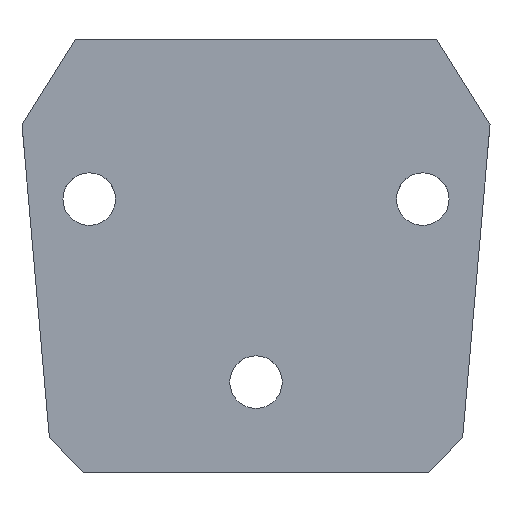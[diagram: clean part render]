
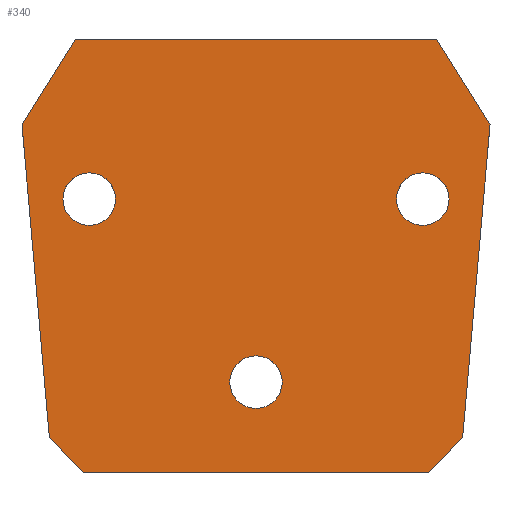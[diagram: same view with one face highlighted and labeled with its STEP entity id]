
A CAD part, top view. The second image highlights one B-rep face of the part: STEP entity #340.
In plain terms, the highlighted planar face has unit normal (0, 0, 1).
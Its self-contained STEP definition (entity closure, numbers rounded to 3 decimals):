
#24=FACE_BOUND('',#70,.T.);
#25=FACE_BOUND('',#71,.T.);
#26=FACE_BOUND('',#72,.T.);
#33=CIRCLE('',#366,1.7);
#34=CIRCLE('',#367,1.7);
#35=CIRCLE('',#368,1.7);
#46=FACE_OUTER_BOUND('',#69,.T.);
#69=EDGE_LOOP('',(#257,#258,#259,#260,#261,#262,#263,#264));
#70=EDGE_LOOP('',(#265));
#71=EDGE_LOOP('',(#266));
#72=EDGE_LOOP('',(#267));
#102=LINE('',#521,#135);
#105=LINE('',#526,#138);
#107=LINE('',#530,#140);
#109=LINE('',#534,#142);
#110=LINE('',#536,#143);
#111=LINE('',#538,#144);
#112=LINE('',#540,#145);
#113=LINE('',#541,#146);
#135=VECTOR('',#413,23.389);
#138=VECTOR('',#418,6.546);
#140=VECTOR('',#422,6.546);
#142=VECTOR('',#426,20.326);
#143=VECTOR('',#427,3.178);
#144=VECTOR('',#428,22.358);
#145=VECTOR('',#429,3.178);
#146=VECTOR('',#430,20.326);
#168=VERTEX_POINT('',#514);
#171=VERTEX_POINT('',#519);
#172=VERTEX_POINT('',#524);
#173=VERTEX_POINT('',#529);
#174=VERTEX_POINT('',#533);
#175=VERTEX_POINT('',#535);
#176=VERTEX_POINT('',#537);
#177=VERTEX_POINT('',#539);
#178=VERTEX_POINT('',#542);
#179=VERTEX_POINT('',#544);
#180=VERTEX_POINT('',#546);
#201=EDGE_CURVE('',#171,#168,#102,.T.);
#204=EDGE_CURVE('',#172,#171,#105,.T.);
#206=EDGE_CURVE('',#168,#173,#107,.T.);
#208=EDGE_CURVE('',#174,#172,#109,.T.);
#209=EDGE_CURVE('',#175,#174,#110,.T.);
#210=EDGE_CURVE('',#176,#175,#111,.T.);
#211=EDGE_CURVE('',#176,#177,#112,.T.);
#212=EDGE_CURVE('',#177,#173,#113,.T.);
#213=EDGE_CURVE('',#178,#178,#33,.T.);
#214=EDGE_CURVE('',#179,#179,#34,.T.);
#215=EDGE_CURVE('',#180,#180,#35,.T.);
#257=ORIENTED_EDGE('',*,*,#206,.F.);
#258=ORIENTED_EDGE('',*,*,#201,.F.);
#259=ORIENTED_EDGE('',*,*,#204,.F.);
#260=ORIENTED_EDGE('',*,*,#208,.F.);
#261=ORIENTED_EDGE('',*,*,#209,.F.);
#262=ORIENTED_EDGE('',*,*,#210,.F.);
#263=ORIENTED_EDGE('',*,*,#211,.T.);
#264=ORIENTED_EDGE('',*,*,#212,.T.);
#265=ORIENTED_EDGE('',*,*,#213,.F.);
#266=ORIENTED_EDGE('',*,*,#214,.F.);
#267=ORIENTED_EDGE('',*,*,#215,.F.);
#326=PLANE('',#365);
#340=ADVANCED_FACE('',(#46,#24,#25,#26),#326,.F.);
#365=AXIS2_PLACEMENT_3D('',#532,#424,#425);
#366=AXIS2_PLACEMENT_3D('',#543,#431,#432);
#367=AXIS2_PLACEMENT_3D('',#545,#433,#434);
#368=AXIS2_PLACEMENT_3D('',#547,#435,#436);
#413=DIRECTION('',(1.,0.,0.));
#418=DIRECTION('',(0.528,0.849,0.));
#422=DIRECTION('',(0.528,-0.849,0.));
#424=DIRECTION('center_axis',(0.,0.,-1.));
#425=DIRECTION('ref_axis',(0.,1.,0.));
#426=DIRECTION('',(-0.087,0.996,0.));
#427=DIRECTION('',(-0.693,0.721,0.));
#428=DIRECTION('',(-1.,0.,0.));
#429=DIRECTION('',(0.693,0.721,0.));
#430=DIRECTION('',(0.087,0.996,0.));
#431=DIRECTION('center_axis',(0.,0.,1.));
#432=DIRECTION('ref_axis',(1.,0.,0.));
#433=DIRECTION('center_axis',(0.,0.,1.));
#434=DIRECTION('ref_axis',(1.,0.,0.));
#435=DIRECTION('center_axis',(0.,0.,1.));
#436=DIRECTION('ref_axis',(1.,0.,0.));
#514=CARTESIAN_POINT('',(11.715,26.302,7.45));
#519=CARTESIAN_POINT('',(-11.674,26.302,7.45));
#521=CARTESIAN_POINT('',(-11.674,26.302,7.45));
#524=CARTESIAN_POINT('',(-15.132,20.744,7.45));
#526=CARTESIAN_POINT('',(-15.132,20.744,7.45));
#529=CARTESIAN_POINT('',(15.174,20.744,7.45));
#530=CARTESIAN_POINT('',(11.715,26.302,7.45));
#532=CARTESIAN_POINT('Origin',(-11.384,9.216,7.45));
#533=CARTESIAN_POINT('',(-13.361,0.495,7.45));
#534=CARTESIAN_POINT('',(-13.361,0.495,7.45));
#535=CARTESIAN_POINT('',(-11.158,-1.796,7.45));
#536=CARTESIAN_POINT('',(-11.158,-1.796,7.45));
#537=CARTESIAN_POINT('',(11.2,-1.796,7.45));
#538=CARTESIAN_POINT('',(11.2,-1.796,7.45));
#539=CARTESIAN_POINT('',(13.402,0.495,7.45));
#540=CARTESIAN_POINT('',(11.2,-1.796,7.45));
#541=CARTESIAN_POINT('',(13.402,0.495,7.45));
#542=CARTESIAN_POINT('',(9.124,15.939,7.45));
#543=CARTESIAN_POINT('Origin',(10.824,15.939,7.45));
#544=CARTESIAN_POINT('',(-12.482,15.939,7.45));
#545=CARTESIAN_POINT('Origin',(-10.782,15.939,7.45));
#546=CARTESIAN_POINT('',(-1.679,4.088,7.45));
#547=CARTESIAN_POINT('Origin',(0.021,4.088,7.45));
